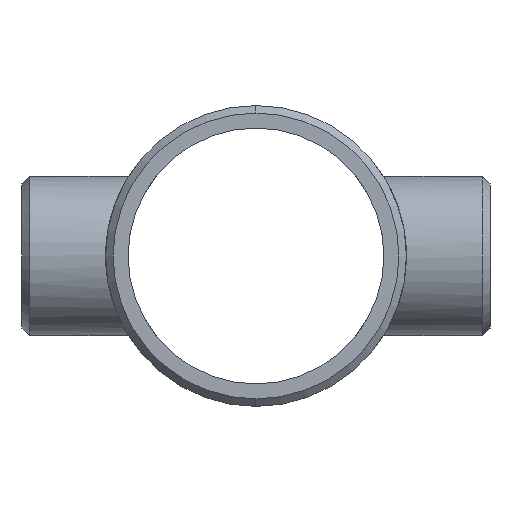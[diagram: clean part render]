
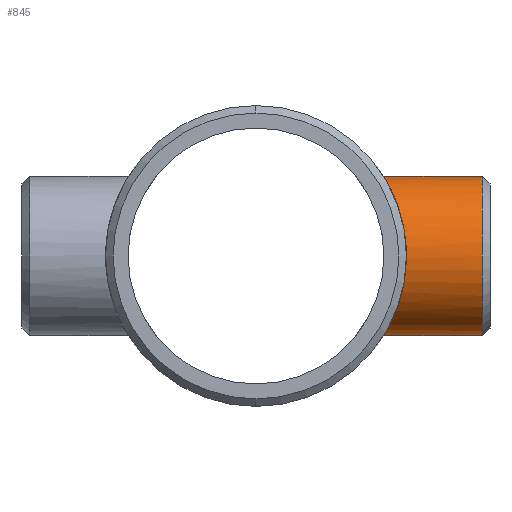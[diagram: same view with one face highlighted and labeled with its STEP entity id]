
A CAD part, left-side view. The second image highlights one B-rep face of the part: STEP entity #845.
In plain terms, the highlighted cylindrical face has radius 30.226 mm (diameter 60.452 mm), a partial arc.
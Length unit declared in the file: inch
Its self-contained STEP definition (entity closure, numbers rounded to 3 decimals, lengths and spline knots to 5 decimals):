
#7 = AXIS2_PLACEMENT_3D ( 'NONE', #1043, #856, #573 ) ;
#14 = CARTESIAN_POINT ( 'NONE',  ( -0.69548, -2.03221, 0.96581 ) ) ;
#20 = CARTESIAN_POINT ( 'NONE',  ( -1.0281, -2.16871, 0.59958 ) ) ;
#37 = CARTESIAN_POINT ( 'NONE',  ( -0.89333, -2.10815, -0.7864 ) ) ;
#49 = EDGE_CURVE ( 'NONE', #424, #703, #1062, .T. ) ;
#52 = CARTESIAN_POINT ( 'NONE',  ( -1.02846, -2.16884, -0.59989 ) ) ;
#82 = VERTEX_POINT ( 'NONE', #1100 ) ;
#93 = CARTESIAN_POINT ( 'NONE',  ( 0., -3.38767, 0. ) ) ;
#109 = CARTESIAN_POINT ( 'NONE',  ( -0.44272, -1.96013, 1.10475 ) ) ;
#115 = CARTESIAN_POINT ( 'NONE',  ( 0., -1.90955, -1.19 ) ) ;
#116 = CARTESIAN_POINT ( 'NONE',  ( -0.19802, -1.91941, 1.17407 ) ) ;
#120 = CYLINDRICAL_SURFACE ( 'NONE', #7, 1.19 ) ;
#139 = CARTESIAN_POINT ( 'NONE',  ( -0.09998, -1.91207, -1.18596 ) ) ;
#145 = CARTESIAN_POINT ( 'NONE',  ( -0.96563, -2.13974, -0.69651 ) ) ;
#179 = CARTESIAN_POINT ( 'NONE',  ( -0.15887, -1.91574, 1.18003 ) ) ;
#180 = DIRECTION ( 'NONE',  ( 0., 1., 0. ) ) ;
#211 = ORIENTED_EDGE ( 'NONE', *, *, #487, .T. ) ;
#220 = CARTESIAN_POINT ( 'NONE',  ( -1.18813, -2.24901, -0.07774 ) ) ;
#226 = CARTESIAN_POINT ( 'NONE',  ( -1.17974, -2.24459, -0.15722 ) ) ;
#234 = CARTESIAN_POINT ( 'NONE',  ( -0.19928, -1.91954, -1.17386 ) ) ;
#273 = CARTESIAN_POINT ( 'NONE',  ( -0.89502, -2.10833, 0.78793 ) ) ;
#297 = CARTESIAN_POINT ( 'NONE',  ( -0.94356, -2.12961, 0.72922 ) ) ;
#309 = CARTESIAN_POINT ( 'NONE',  ( -1.18991, -2.24995, 0.08035 ) ) ;
#314 = CARTESIAN_POINT ( 'NONE',  ( -0.90598, -2.11355, -0.77179 ) ) ;
#321 = CARTESIAN_POINT ( 'NONE',  ( -1.17038, -2.23968, -0.21612 ) ) ;
#336 = CARTESIAN_POINT ( 'NONE',  ( -0.15957, -1.9158, -1.17993 ) ) ;
#339 = CARTESIAN_POINT ( 'NONE',  ( -1.08178, -2.19468, -0.49621 ) ) ;
#381 = EDGE_CURVE ( 'NONE', #82, #703, #446, .T. ) ;
#389 = CARTESIAN_POINT ( 'NONE',  ( -0.72627, -2.04295, 0.94287 ) ) ;
#394 = CARTESIAN_POINT ( 'NONE',  ( -1.03772, -2.17329, 0.58277 ) ) ;
#421 = CARTESIAN_POINT ( 'NONE',  ( -1.05609, -2.18212, -0.54877 ) ) ;
#424 = VERTEX_POINT ( 'NONE', #1029 ) ;
#434 = CARTESIAN_POINT ( 'NONE',  ( -0.64844, -2.01659, -0.99799 ) ) ;
#438 = EDGE_LOOP ( 'NONE', ( #211, #1195, #626, #901 ) ) ;
#446 = LINE ( 'NONE', #720, #740 ) ;
#464 = DIRECTION ( 'NONE',  ( 0., 1., 0. ) ) ;
#467 = CARTESIAN_POINT ( 'NONE',  ( 0., -3.38767, 1.19 ) ) ;
#472 = EDGE_CURVE ( 'NONE', #1078, #424, #821, .T. ) ;
#473 = DIRECTION ( 'NONE',  ( 0., 1., 0. ) ) ;
#482 = CARTESIAN_POINT ( 'NONE',  ( -0.5328, -1.98125, 1.06693 ) ) ;
#487 = EDGE_CURVE ( 'NONE', #82, #1078, #1056, .T. ) ;
#490 = CARTESIAN_POINT ( 'NONE',  ( -1.008, -2.15925, 0.63279 ) ) ;
#494 = CARTESIAN_POINT ( 'NONE',  ( -1.14837, -2.22824, 0.31443 ) ) ;
#516 = CARTESIAN_POINT ( 'NONE',  ( 0., -1.90955, -1.19 ) ) ;
#522 = CARTESIAN_POINT ( 'NONE',  ( -0.31553, -1.93392, -1.15013 ) ) ;
#530 = CARTESIAN_POINT ( 'NONE',  ( -0.04012, -1.90987, -1.18949 ) ) ;
#534 = CARTESIAN_POINT ( 'NONE',  ( -1.18222, -2.24589, -0.1373 ) ) ;
#573 = DIRECTION ( 'NONE',  ( 0., 0., -1. ) ) ;
#579 = CARTESIAN_POINT ( 'NONE',  ( -0.31306, -1.9347, 1.14875 ) ) ;
#580 = AXIS2_PLACEMENT_3D ( 'NONE', #93, #473, #589 ) ;
#589 = DIRECTION ( 'NONE',  ( 0., 0., -1. ) ) ;
#592 = FACE_OUTER_BOUND ( 'NONE', #438, .T. ) ;
#593 = CARTESIAN_POINT ( 'NONE',  ( -1.11196, -2.20968, 0.4256 ) ) ;
#606 = CARTESIAN_POINT ( 'NONE',  ( -0.7279, -2.0427, -0.94453 ) ) ;
#618 = CARTESIAN_POINT ( 'NONE',  ( -1.12778, -2.21757, -0.38777 ) ) ;
#626 = ORIENTED_EDGE ( 'NONE', *, *, #49, .T. ) ;
#629 = CARTESIAN_POINT ( 'NONE',  ( -1.08985, -2.19866, -0.47825 ) ) ;
#648 = CARTESIAN_POINT ( 'NONE',  ( -0.0395, -1.90955, 1.19 ) ) ;
#672 = CARTESIAN_POINT ( 'NONE',  ( -0.99752, -2.15438, 0.64918 ) ) ;
#685 = CARTESIAN_POINT ( 'NONE',  ( -1.19004, -2.25002, -0.03814 ) ) ;
#690 = CARTESIAN_POINT ( 'NONE',  ( -0.5992, -2.0013, -1.02832 ) ) ;
#699 = CARTESIAN_POINT ( 'NONE',  ( -0.02004, -1.90955, -1.19 ) ) ;
#703 = VERTEX_POINT ( 'NONE', #115 ) ;
#706 = CARTESIAN_POINT ( 'NONE',  ( -0.49636, -1.97271, -1.08223 ) ) ;
#720 = CARTESIAN_POINT ( 'NONE',  ( 0., -3.5, -1.19 ) ) ;
#737 = CARTESIAN_POINT ( 'NONE',  ( -0.74144, -2.0484, 0.93098 ) ) ;
#738 = CARTESIAN_POINT ( 'NONE',  ( 0., -3.5, 1.19 ) ) ;
#740 = VECTOR ( 'NONE', #464, 39.37008 ) ;
#774 = CARTESIAN_POINT ( 'NONE',  ( -1.06529, -2.18655, 0.53174 ) ) ;
#780 = CARTESIAN_POINT ( 'NONE',  ( -0.3691, -1.94481, 1.13148 ) ) ;
#786 = CARTESIAN_POINT ( 'NONE',  ( -0.94269, -2.12945, -0.72727 ) ) ;
#795 = VECTOR ( 'NONE', #180, 39.37008 ) ;
#812 = CARTESIAN_POINT ( 'NONE',  ( -0.78659, -2.06463, -0.89622 ) ) ;
#821 = LINE ( 'NONE', #738, #795 ) ;
#845 = ADVANCED_FACE ( 'NONE', ( #592 ), #120, .T. ) ;
#856 = DIRECTION ( 'NONE',  ( 0., 1., 0. ) ) ;
#871 = CARTESIAN_POINT ( 'NONE',  ( -0.67983, -2.02691, 0.97688 ) ) ;
#882 = CARTESIAN_POINT ( 'NONE',  ( -1.1582, -2.23333, 0.27618 ) ) ;
#898 = CARTESIAN_POINT ( 'NONE',  ( -0.63224, -2.01144, -1.00834 ) ) ;
#901 = ORIENTED_EDGE ( 'NONE', *, *, #381, .F. ) ;
#920 = CARTESIAN_POINT ( 'NONE',  ( -0.08006, -1.91113, -1.18747 ) ) ;
#964 = CARTESIAN_POINT ( 'NONE',  ( -0.38764, -1.94842, 1.12526 ) ) ;
#972 = CARTESIAN_POINT ( 'NONE',  ( -0.60036, -2.0008, 1.03031 ) ) ;
#978 = CARTESIAN_POINT ( 'NONE',  ( -1.12526, -2.21642, 0.38912 ) ) ;
#984 = CARTESIAN_POINT ( 'NONE',  ( -0.78597, -2.0648, 0.89433 ) ) ;
#990 = CARTESIAN_POINT ( 'NONE',  ( -1.15084, -2.22949, -0.31292 ) ) ;
#998 = CARTESIAN_POINT ( 'NONE',  ( -0.53118, -1.98179, -1.06557 ) ) ;
#1003 = CARTESIAN_POINT ( 'NONE',  ( -0.85422, -2.09187, -0.82872 ) ) ;
#1008 = CARTESIAN_POINT ( 'NONE',  ( -1.17382, -2.24148, -0.1966 ) ) ;
#1029 = CARTESIAN_POINT ( 'NONE',  ( 0., -1.90955, 1.19 ) ) ;
#1034 = CARTESIAN_POINT ( 'NONE',  ( -0.42442, -1.95607, 1.11191 ) ) ;
#1043 = CARTESIAN_POINT ( 'NONE',  ( 0., -3.5, 0. ) ) ;
#1056 = CIRCLE ( 'NONE', #580, 1.19 ) ;
#1062 = B_SPLINE_CURVE_WITH_KNOTS ( 'NONE', 3,
 ( #1128, #648, #1150, #179, #116, #1161, #579, #780, #964, #1034, #109, #482, #972, #871, #14, #389, #737, #984, #1155, #273, #297, #672, #490, #20, #394, #774, #1069, #593, #978, #494, #882, #1167, #309, #685, #220, #534, #226, #1008, #321, #990, #618, #629, #339, #1179, #421, #52, #1106, #145, #786, #314, #37, #1081, #1003, #812, #606, #434, #898, #690, #1088, #998, #706, #1095, #522, #234, #336, #139, #920, #530, #699, #516 ),
 .UNSPECIFIED., .F., .F.,
 ( 4, 2, 2, 2, 2, 2, 2, 2, 2, 2, 2, 2, 2, 2, 2, 2, 2, 2, 2, 2, 2, 2, 2, 2, 2, 2, 2, 2, 2, 2, 2, 2, 2, 2, 4 ),
 ( 0.09636, 0.09936, 0.10237, 0.10537, 0.10687, 0.10838, 0.11438, 0.11589, 0.11739, 0.12039, 0.1264, 0.12791, 0.12941, 0.13241, 0.13542, 0.13842, 0.14443, 0.14743, 0.14894, 0.15044, 0.15645, 0.15795, 0.15945, 0.16246, 0.16546, 0.16696, 0.16847, 0.17448, 0.17598, 0.17748, 0.18048, 0.18649, 0.1895, 0.191, 0.1925 ),
 .UNSPECIFIED. ) ;
#1069 = CARTESIAN_POINT ( 'NONE',  ( -1.08198, -2.19475, 0.49691 ) ) ;
#1078 = VERTEX_POINT ( 'NONE', #467 ) ;
#1081 = CARTESIAN_POINT ( 'NONE',  ( -0.86745, -2.09732, -0.81486 ) ) ;
#1088 = CARTESIAN_POINT ( 'NONE',  ( -0.58231, -1.9963, -1.03797 ) ) ;
#1095 = CARTESIAN_POINT ( 'NONE',  ( -0.38965, -1.94768, -1.12704 ) ) ;
#1100 = CARTESIAN_POINT ( 'NONE',  ( 0., -3.38767, -1.19 ) ) ;
#1106 = CARTESIAN_POINT ( 'NONE',  ( -1.00852, -2.15943, -0.63282 ) ) ;
#1128 = CARTESIAN_POINT ( 'NONE',  ( 0., -1.90955, 1.19 ) ) ;
#1150 = CARTESIAN_POINT ( 'NONE',  ( -0.07928, -1.91079, 1.18803 ) ) ;
#1155 = CARTESIAN_POINT ( 'NONE',  ( -0.81424, -2.07576, 0.86866 ) ) ;
#1161 = CARTESIAN_POINT ( 'NONE',  ( -0.27512, -1.92889, 1.15843 ) ) ;
#1167 = CARTESIAN_POINT ( 'NONE',  ( -1.18203, -2.24576, 0.15893 ) ) ;
#1179 = CARTESIAN_POINT ( 'NONE',  ( -1.06491, -2.18641, -0.53145 ) ) ;
#1195 = ORIENTED_EDGE ( 'NONE', *, *, #472, .T. ) ;
